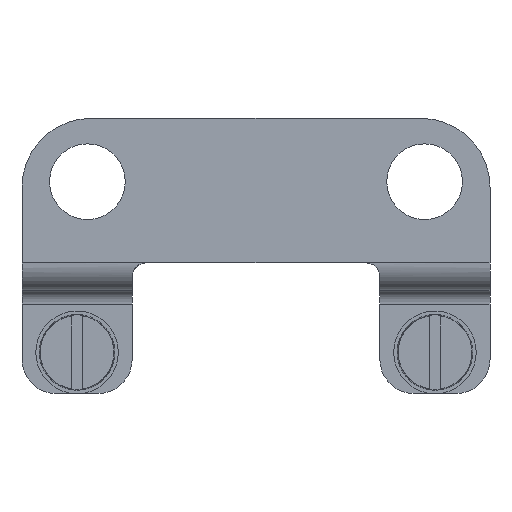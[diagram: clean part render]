
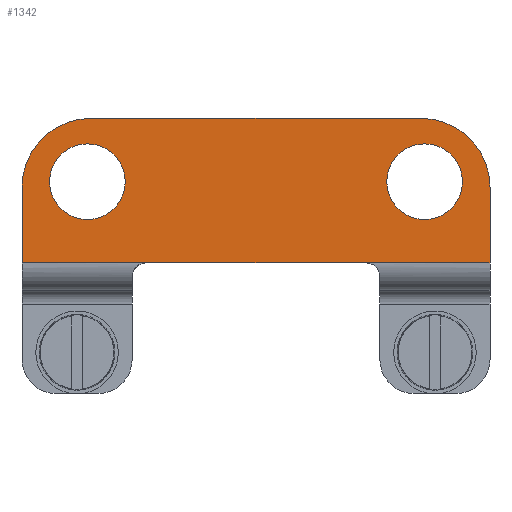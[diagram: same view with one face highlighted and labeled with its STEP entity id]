
A CAD part, front view. The second image highlights one B-rep face of the part: STEP entity #1342.
In plain terms, the highlighted face is planar.
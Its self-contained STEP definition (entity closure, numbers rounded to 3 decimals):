
#65=PLANE('',#1481);
#126=LINE('',#2130,#238);
#127=LINE('',#2145,#239);
#128=LINE('',#2147,#240);
#129=LINE('',#2149,#241);
#130=LINE('',#2150,#242);
#131=LINE('',#2154,#243);
#238=VECTOR('',#1702,1000.);
#239=VECTOR('',#1711,1000.);
#240=VECTOR('',#1712,1000.);
#241=VECTOR('',#1713,1000.);
#242=VECTOR('',#1714,1000.);
#243=VECTOR('',#1717,1000.);
#385=ORIENTED_EDGE('',*,*,#756,.F.);
#386=ORIENTED_EDGE('',*,*,#757,.F.);
#387=ORIENTED_EDGE('',*,*,#758,.F.);
#388=ORIENTED_EDGE('',*,*,#759,.F.);
#389=ORIENTED_EDGE('',*,*,#760,.T.);
#390=ORIENTED_EDGE('',*,*,#761,.F.);
#391=ORIENTED_EDGE('',*,*,#754,.T.);
#392=ORIENTED_EDGE('',*,*,#762,.T.);
#393=ORIENTED_EDGE('',*,*,#763,.F.);
#394=ORIENTED_EDGE('',*,*,#764,.F.);
#754=EDGE_CURVE('',#935,#934,#126,.T.);
#756=EDGE_CURVE('',#936,#936,#1046,.T.);
#757=EDGE_CURVE('',#937,#937,#1047,.T.);
#758=EDGE_CURVE('',#938,#939,#1048,.T.);
#759=EDGE_CURVE('',#940,#938,#127,.T.);
#760=EDGE_CURVE('',#940,#941,#128,.T.);
#761=EDGE_CURVE('',#935,#941,#129,.T.);
#762=EDGE_CURVE('',#934,#942,#130,.T.);
#763=EDGE_CURVE('',#943,#942,#1049,.T.);
#764=EDGE_CURVE('',#939,#943,#131,.T.);
#934=VERTEX_POINT('',#2129);
#935=VERTEX_POINT('',#2131);
#936=VERTEX_POINT('',#2139);
#937=VERTEX_POINT('',#2141);
#938=VERTEX_POINT('',#2143);
#939=VERTEX_POINT('',#2144);
#940=VERTEX_POINT('',#2146);
#941=VERTEX_POINT('',#2148);
#942=VERTEX_POINT('',#2151);
#943=VERTEX_POINT('',#2153);
#1046=CIRCLE('',#1482,2.75);
#1047=CIRCLE('',#1483,2.75);
#1048=CIRCLE('',#1484,5.);
#1049=CIRCLE('',#1485,5.);
#1112=EDGE_LOOP('',(#385));
#1113=EDGE_LOOP('',(#386));
#1114=EDGE_LOOP('',(#387,#388,#389,#390,#391,#392,#393,#394));
#1212=FACE_BOUND('',#1112,.T.);
#1213=FACE_BOUND('',#1113,.T.);
#1214=FACE_BOUND('',#1114,.T.);
#1342=ADVANCED_FACE('',(#1212,#1213,#1214),#65,.F.);
#1481=AXIS2_PLACEMENT_3D('',#2137,#1703,#1704);
#1482=AXIS2_PLACEMENT_3D('',#2138,#1705,#1706);
#1483=AXIS2_PLACEMENT_3D('',#2140,#1707,#1708);
#1484=AXIS2_PLACEMENT_3D('',#2142,#1709,#1710);
#1485=AXIS2_PLACEMENT_3D('',#2152,#1715,#1716);
#1702=DIRECTION('',(0.,0.,-1.));
#1703=DIRECTION('',(-1.,0.,0.));
#1704=DIRECTION('',(0.,0.,1.));
#1705=DIRECTION('',(1.,0.,0.));
#1706=DIRECTION('',(0.,0.,-1.));
#1707=DIRECTION('',(1.,0.,0.));
#1708=DIRECTION('',(0.,0.,-1.));
#1709=DIRECTION('',(-1.,0.,0.));
#1710=DIRECTION('',(0.,0.,1.));
#1711=DIRECTION('',(0.,1.,0.));
#1712=DIRECTION('',(0.,0.,-1.));
#1713=DIRECTION('',(0.,0.,1.));
#1714=DIRECTION('',(0.,1.,0.));
#1715=DIRECTION('',(-1.,0.,0.));
#1716=DIRECTION('',(0.,0.,1.));
#1717=DIRECTION('',(0.,0.,-1.));
#2129=CARTESIAN_POINT('',(0.,2.,-17.));
#2130=CARTESIAN_POINT('',(0.,2.,17.));
#2131=CARTESIAN_POINT('',(0.,2.,-8.));
#2137=CARTESIAN_POINT('',(0.,2.,17.));
#2138=CARTESIAN_POINT('',(0.,7.9,-12.25));
#2139=CARTESIAN_POINT('',(0.,7.9,-15.));
#2140=CARTESIAN_POINT('',(0.,7.9,12.25));
#2141=CARTESIAN_POINT('',(0.,7.9,9.5));
#2142=CARTESIAN_POINT('',(0.,7.5,12.));
#2143=CARTESIAN_POINT('',(0.,7.5,17.));
#2144=CARTESIAN_POINT('',(0.,12.5,12.));
#2145=CARTESIAN_POINT('',(0.,2.,17.));
#2146=CARTESIAN_POINT('',(0.,2.,17.));
#2147=CARTESIAN_POINT('',(0.,2.,17.));
#2148=CARTESIAN_POINT('',(0.,2.,8.));
#2149=CARTESIAN_POINT('',(0.,2.,17.));
#2150=CARTESIAN_POINT('',(0.,2.,-17.));
#2151=CARTESIAN_POINT('',(0.,7.5,-17.));
#2152=CARTESIAN_POINT('',(0.,7.5,-12.));
#2153=CARTESIAN_POINT('',(0.,12.5,-12.));
#2154=CARTESIAN_POINT('',(0.,12.5,17.));
